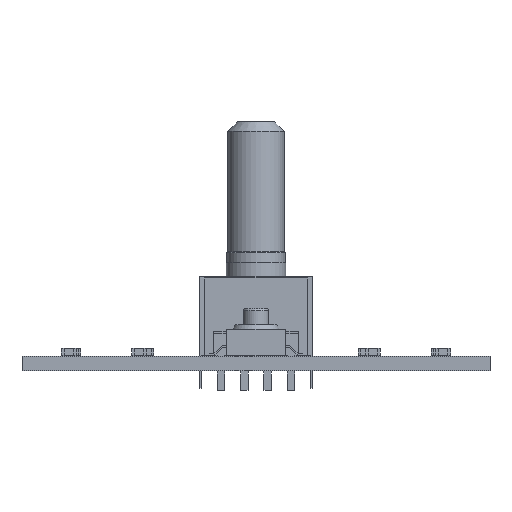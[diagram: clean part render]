
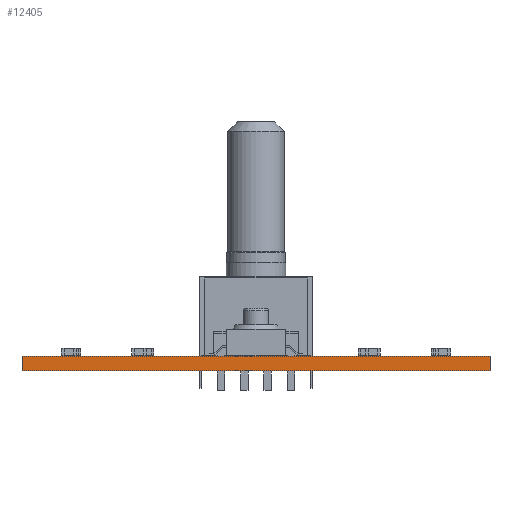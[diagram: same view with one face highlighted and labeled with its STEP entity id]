
A CAD part, front view. The second image highlights one B-rep face of the part: STEP entity #12405.
In plain terms, the highlighted planar face has unit normal (0, -1, 0).
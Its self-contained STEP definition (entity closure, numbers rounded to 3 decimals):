
#12405 = ADVANCED_FACE('',(#12406),#12420,.T.);
#12406 = FACE_BOUND('',#12407,.T.);
#12407 = EDGE_LOOP('',(#12408,#12443,#12471,#12499));
#12408 = ORIENTED_EDGE('',*,*,#12409,.T.);
#12409 = EDGE_CURVE('',#12410,#12412,#12414,.T.);
#12410 = VERTEX_POINT('',#12411);
#12411 = CARTESIAN_POINT('',(50.,-0.,0.));
#12412 = VERTEX_POINT('',#12413);
#12413 = CARTESIAN_POINT('',(50.,0.,1.58));
#12414 = SURFACE_CURVE('',#12415,(#12419,#12431),.PCURVE_S1.);
#12415 = LINE('',#12416,#12417);
#12416 = CARTESIAN_POINT('',(50.,-0.,0.));
#12417 = VECTOR('',#12418,1.);
#12418 = DIRECTION('',(0.,0.,1.));
#12419 = PCURVE('',#12420,#12425);
#12420 = PLANE('',#12421);
#12421 = AXIS2_PLACEMENT_3D('',#12422,#12423,#12424);
#12422 = CARTESIAN_POINT('',(50.,0.,0.));
#12423 = DIRECTION('',(0.,-1.,0.));
#12424 = DIRECTION('',(-1.,0.,0.));
#12425 = DEFINITIONAL_REPRESENTATION('',(#12426),#12430);
#12426 = LINE('',#12427,#12428);
#12427 = CARTESIAN_POINT('',(0.,0.));
#12428 = VECTOR('',#12429,1.);
#12429 = DIRECTION('',(0.,-1.));
#12430 = ( GEOMETRIC_REPRESENTATION_CONTEXT(2) 
PARAMETRIC_REPRESENTATION_CONTEXT() REPRESENTATION_CONTEXT('2D SPACE',''
  ) );
#12431 = PCURVE('',#12432,#12437);
#12432 = PLANE('',#12433);
#12433 = AXIS2_PLACEMENT_3D('',#12434,#12435,#12436);
#12434 = CARTESIAN_POINT('',(50.,79.5,0.));
#12435 = DIRECTION('',(1.,0.,-0.));
#12436 = DIRECTION('',(0.,-1.,0.));
#12437 = DEFINITIONAL_REPRESENTATION('',(#12438),#12442);
#12438 = LINE('',#12439,#12440);
#12439 = CARTESIAN_POINT('',(79.5,0.));
#12440 = VECTOR('',#12441,1.);
#12441 = DIRECTION('',(0.,-1.));
#12442 = ( GEOMETRIC_REPRESENTATION_CONTEXT(2) 
PARAMETRIC_REPRESENTATION_CONTEXT() REPRESENTATION_CONTEXT('2D SPACE',''
  ) );
#12443 = ORIENTED_EDGE('',*,*,#12444,.T.);
#12444 = EDGE_CURVE('',#12412,#12445,#12447,.T.);
#12445 = VERTEX_POINT('',#12446);
#12446 = CARTESIAN_POINT('',(0.,0.,1.58));
#12447 = SURFACE_CURVE('',#12448,(#12452,#12459),.PCURVE_S1.);
#12448 = LINE('',#12449,#12450);
#12449 = CARTESIAN_POINT('',(50.,0.,1.58));
#12450 = VECTOR('',#12451,1.);
#12451 = DIRECTION('',(-1.,0.,0.));
#12452 = PCURVE('',#12420,#12453);
#12453 = DEFINITIONAL_REPRESENTATION('',(#12454),#12458);
#12454 = LINE('',#12455,#12456);
#12455 = CARTESIAN_POINT('',(0.,-1.58));
#12456 = VECTOR('',#12457,1.);
#12457 = DIRECTION('',(1.,0.));
#12458 = ( GEOMETRIC_REPRESENTATION_CONTEXT(2) 
PARAMETRIC_REPRESENTATION_CONTEXT() REPRESENTATION_CONTEXT('2D SPACE',''
  ) );
#12459 = PCURVE('',#12460,#12465);
#12460 = PLANE('',#12461);
#12461 = AXIS2_PLACEMENT_3D('',#12462,#12463,#12464);
#12462 = CARTESIAN_POINT('',(25.,39.75,1.58));
#12463 = DIRECTION('',(-0.,-0.,-1.));
#12464 = DIRECTION('',(-1.,0.,0.));
#12465 = DEFINITIONAL_REPRESENTATION('',(#12466),#12470);
#12466 = LINE('',#12467,#12468);
#12467 = CARTESIAN_POINT('',(-25.,-39.75));
#12468 = VECTOR('',#12469,1.);
#12469 = DIRECTION('',(1.,0.));
#12470 = ( GEOMETRIC_REPRESENTATION_CONTEXT(2) 
PARAMETRIC_REPRESENTATION_CONTEXT() REPRESENTATION_CONTEXT('2D SPACE',''
  ) );
#12471 = ORIENTED_EDGE('',*,*,#12472,.F.);
#12472 = EDGE_CURVE('',#12473,#12445,#12475,.T.);
#12473 = VERTEX_POINT('',#12474);
#12474 = CARTESIAN_POINT('',(0.,-0.,0.));
#12475 = SURFACE_CURVE('',#12476,(#12480,#12487),.PCURVE_S1.);
#12476 = LINE('',#12477,#12478);
#12477 = CARTESIAN_POINT('',(0.,-0.,0.));
#12478 = VECTOR('',#12479,1.);
#12479 = DIRECTION('',(0.,0.,1.));
#12480 = PCURVE('',#12420,#12481);
#12481 = DEFINITIONAL_REPRESENTATION('',(#12482),#12486);
#12482 = LINE('',#12483,#12484);
#12483 = CARTESIAN_POINT('',(50.,0.));
#12484 = VECTOR('',#12485,1.);
#12485 = DIRECTION('',(0.,-1.));
#12486 = ( GEOMETRIC_REPRESENTATION_CONTEXT(2) 
PARAMETRIC_REPRESENTATION_CONTEXT() REPRESENTATION_CONTEXT('2D SPACE',''
  ) );
#12487 = PCURVE('',#12488,#12493);
#12488 = PLANE('',#12489);
#12489 = AXIS2_PLACEMENT_3D('',#12490,#12491,#12492);
#12490 = CARTESIAN_POINT('',(0.,0.,0.));
#12491 = DIRECTION('',(-1.,0.,0.));
#12492 = DIRECTION('',(0.,1.,0.));
#12493 = DEFINITIONAL_REPRESENTATION('',(#12494),#12498);
#12494 = LINE('',#12495,#12496);
#12495 = CARTESIAN_POINT('',(0.,0.));
#12496 = VECTOR('',#12497,1.);
#12497 = DIRECTION('',(0.,-1.));
#12498 = ( GEOMETRIC_REPRESENTATION_CONTEXT(2) 
PARAMETRIC_REPRESENTATION_CONTEXT() REPRESENTATION_CONTEXT('2D SPACE',''
  ) );
#12499 = ORIENTED_EDGE('',*,*,#12500,.F.);
#12500 = EDGE_CURVE('',#12410,#12473,#12501,.T.);
#12501 = SURFACE_CURVE('',#12502,(#12506,#12513),.PCURVE_S1.);
#12502 = LINE('',#12503,#12504);
#12503 = CARTESIAN_POINT('',(50.,-0.,0.));
#12504 = VECTOR('',#12505,1.);
#12505 = DIRECTION('',(-1.,0.,0.));
#12506 = PCURVE('',#12420,#12507);
#12507 = DEFINITIONAL_REPRESENTATION('',(#12508),#12512);
#12508 = LINE('',#12509,#12510);
#12509 = CARTESIAN_POINT('',(0.,0.));
#12510 = VECTOR('',#12511,1.);
#12511 = DIRECTION('',(1.,0.));
#12512 = ( GEOMETRIC_REPRESENTATION_CONTEXT(2) 
PARAMETRIC_REPRESENTATION_CONTEXT() REPRESENTATION_CONTEXT('2D SPACE',''
  ) );
#12513 = PCURVE('',#12514,#12519);
#12514 = PLANE('',#12515);
#12515 = AXIS2_PLACEMENT_3D('',#12516,#12517,#12518);
#12516 = CARTESIAN_POINT('',(25.,39.75,0.));
#12517 = DIRECTION('',(-0.,-0.,-1.));
#12518 = DIRECTION('',(-1.,0.,0.));
#12519 = DEFINITIONAL_REPRESENTATION('',(#12520),#12524);
#12520 = LINE('',#12521,#12522);
#12521 = CARTESIAN_POINT('',(-25.,-39.75));
#12522 = VECTOR('',#12523,1.);
#12523 = DIRECTION('',(1.,0.));
#12524 = ( GEOMETRIC_REPRESENTATION_CONTEXT(2) 
PARAMETRIC_REPRESENTATION_CONTEXT() REPRESENTATION_CONTEXT('2D SPACE',''
  ) );
